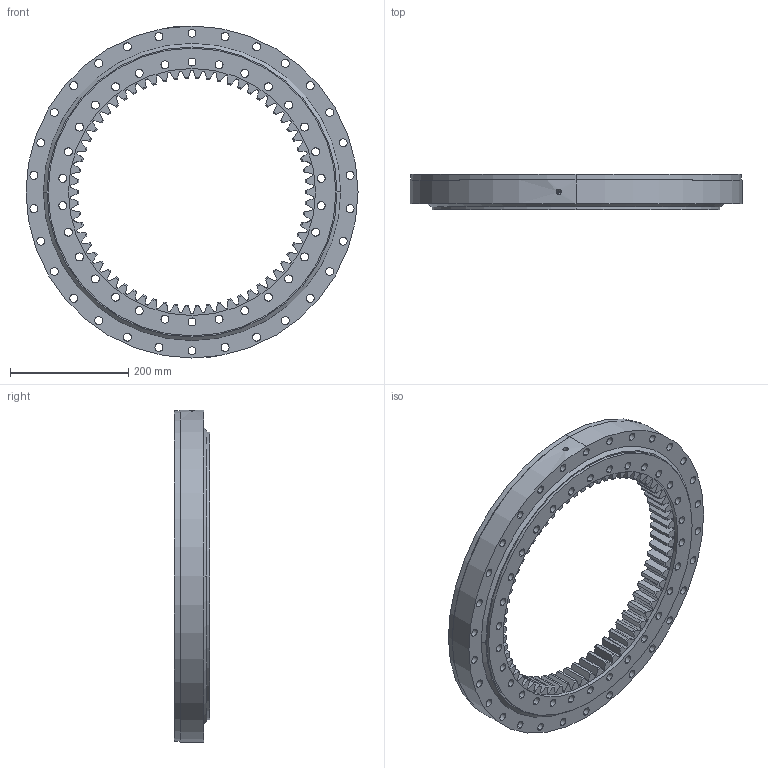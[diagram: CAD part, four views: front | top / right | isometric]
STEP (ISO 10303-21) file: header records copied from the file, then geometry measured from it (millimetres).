
FILE_DESCRIPTION (( 'STEP AP203' ), '1' );
FILE_NAME ('07-0489-11.STEP', '2017-12-27T09:59:14', ( 'defontaine' ), ( 'Hewlett-Packard Company' ), 'SwSTEP 2.0', 'SolidWorks 2016', '' );
FILE_SCHEMA (( 'CONFIG_CONTROL_DESIGN' ));
Length unit declared in the file: millimetre
Products named in the file (1): 07-0489-11
Bounding box: 562 x 60 x 562 mm (x, y, z)
Volume: 5034567.5 mm3; surface area: 859848.5 mm2
Topology: 5 solids, 5 shells, 596 faces, 1718 edges, 1136 vertices
Faces by surface type: cylinder 277, cone 148, plane 148, torus 23
Entity records: 20716 total; most frequent: CARTESIAN_POINT 4547, ORIENTED_EDGE 3436, DIRECTION 3381, EDGE_CURVE 1718, AXIS2_PLACEMENT_3D 1346, VERTEX_POINT 1136, CIRCLE 749, EDGE_LOOP 732
